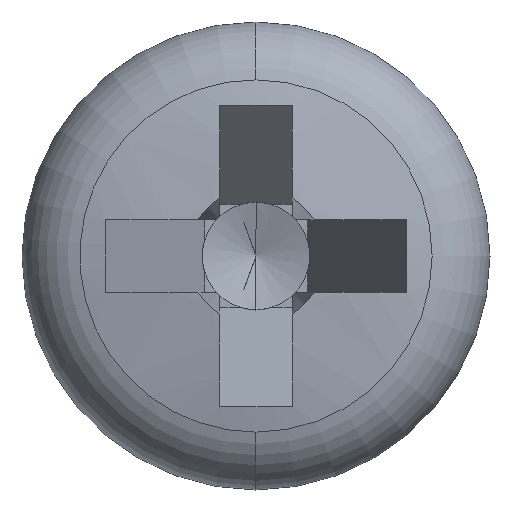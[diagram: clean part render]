
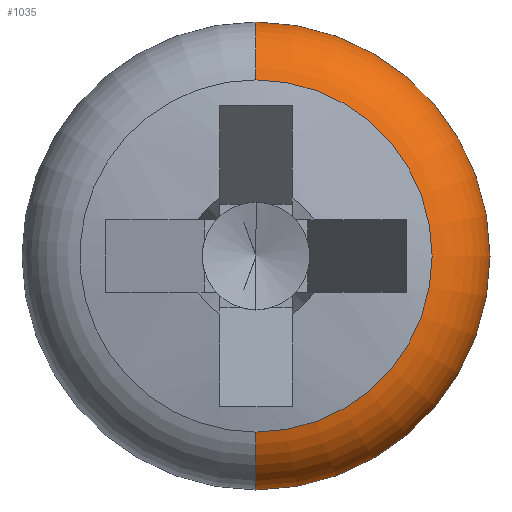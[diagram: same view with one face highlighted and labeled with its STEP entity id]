
A CAD part, left-side view. The second image highlights one B-rep face of the part: STEP entity #1035.
In plain terms, the highlighted toroidal (fillet/blend) face has major radius 1.05 mm and minor radius 0.5 mm.
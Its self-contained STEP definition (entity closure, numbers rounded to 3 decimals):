
#63 = CARTESIAN_POINT ( 'NONE',  ( 0.624, 0., 1.05 ) ) ;
#89 = CARTESIAN_POINT ( 'NONE',  ( 0.138, 0., 1.167 ) ) ;
#191 = CARTESIAN_POINT ( 'NONE',  ( 0.624, 0., 0. ) ) ;
#248 = AXIS2_PLACEMENT_3D ( 'NONE', #2660, #2448, #2285 ) ;
#363 = AXIS2_PLACEMENT_3D ( 'NONE', #63, #1833, #951 ) ;
#440 = DIRECTION ( 'NONE',  ( 0., 0., 1. ) ) ;
#447 = AXIS2_PLACEMENT_3D ( 'NONE', #1043, #1921, #2822 ) ;
#655 = ORIENTED_EDGE ( 'NONE', *, *, #1213, .T. ) ;
#708 = EDGE_CURVE ( 'NONE', #1200, #2021, #2070, .T. ) ;
#951 = DIRECTION ( 'NONE',  ( 0., 0., -1. ) ) ;
#988 = VERTEX_POINT ( 'NONE', #1466 ) ;
#1032 = CARTESIAN_POINT ( 'NONE',  ( 0.624, 0., -1.55 ) ) ;
#1035 = ADVANCED_FACE ( 'NONE', ( #1483 ), #2127, .T. ) ;
#1043 = CARTESIAN_POINT ( 'NONE',  ( 0.624, 0., 0. ) ) ;
#1048 = DIRECTION ( 'NONE',  ( -1., 0., 0. ) ) ;
#1067 = CARTESIAN_POINT ( 'NONE',  ( 0.138, 0., 0. ) ) ;
#1200 = VERTEX_POINT ( 'NONE', #2109 ) ;
#1206 = EDGE_LOOP ( 'NONE', ( #2422, #655, #2464, #2698 ) ) ;
#1213 = EDGE_CURVE ( 'NONE', #1307, #988, #2752, .T. ) ;
#1307 = VERTEX_POINT ( 'NONE', #1032 ) ;
#1457 = CIRCLE ( 'NONE', #248, 0.5 ) ;
#1466 = CARTESIAN_POINT ( 'NONE',  ( 0.624, 0., 1.55 ) ) ;
#1483 = FACE_OUTER_BOUND ( 'NONE', #1206, .T. ) ;
#1493 = DIRECTION ( 'NONE',  ( 0., 0., 1. ) ) ;
#1508 = EDGE_CURVE ( 'NONE', #1307, #1200, #1457, .T. ) ;
#1516 = AXIS2_PLACEMENT_3D ( 'NONE', #191, #1048, #1493 ) ;
#1604 = CIRCLE ( 'NONE', #363, 0.5 ) ;
#1833 = DIRECTION ( 'NONE',  ( 0., -1., 0. ) ) ;
#1921 = DIRECTION ( 'NONE',  ( -1., 0., 0. ) ) ;
#2021 = VERTEX_POINT ( 'NONE', #89 ) ;
#2070 = CIRCLE ( 'NONE', #2815, 1.167 ) ;
#2109 = CARTESIAN_POINT ( 'NONE',  ( 0.138, 0., -1.167 ) ) ;
#2127 = TOROIDAL_SURFACE ( 'NONE', #1516, 1.05, 0.5 ) ;
#2285 = DIRECTION ( 'NONE',  ( 0., 0., 1. ) ) ;
#2394 = EDGE_CURVE ( 'NONE', #988, #2021, #1604, .T. ) ;
#2422 = ORIENTED_EDGE ( 'NONE', *, *, #1508, .F. ) ;
#2448 = DIRECTION ( 'NONE',  ( 0., 1., 0. ) ) ;
#2464 = ORIENTED_EDGE ( 'NONE', *, *, #2394, .T. ) ;
#2639 = DIRECTION ( 'NONE',  ( -1., 0., 0. ) ) ;
#2660 = CARTESIAN_POINT ( 'NONE',  ( 0.624, 0., -1.05 ) ) ;
#2698 = ORIENTED_EDGE ( 'NONE', *, *, #708, .F. ) ;
#2752 = CIRCLE ( 'NONE', #447, 1.55 ) ;
#2815 = AXIS2_PLACEMENT_3D ( 'NONE', #1067, #2639, #440 ) ;
#2822 = DIRECTION ( 'NONE',  ( 0., 0., 1. ) ) ;
